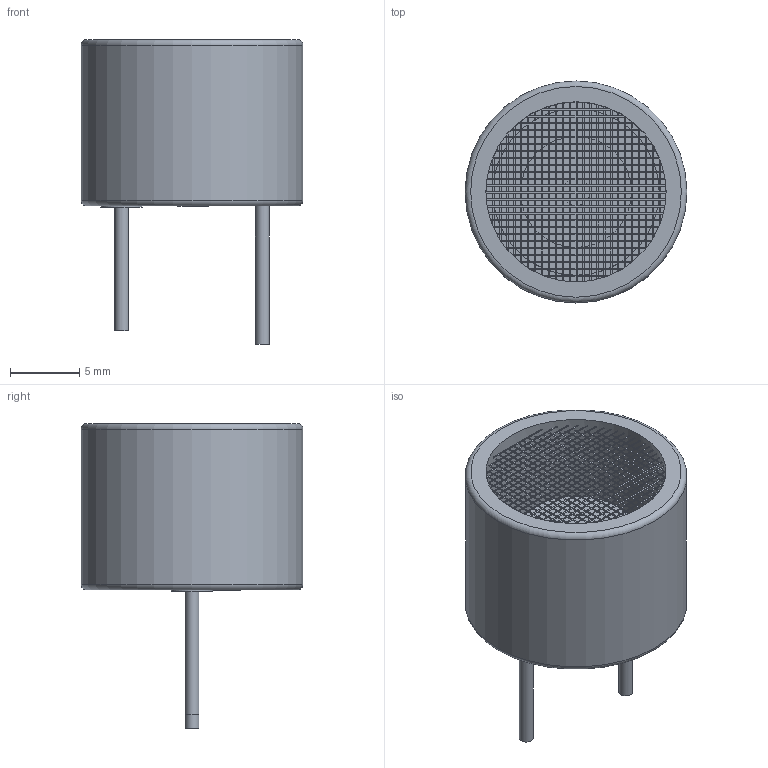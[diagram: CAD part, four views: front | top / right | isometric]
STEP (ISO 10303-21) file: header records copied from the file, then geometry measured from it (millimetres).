
FILE_DESCRIPTION(/* description */ ('STEP AP214'),/* implementation_level */ '2;1');
FILE_NAME(/* name */ 'tct40-16r.step',/* time_stamp */ '2025-08-10T02:58:56+03:00',/* author */ (''),/* organization */ (''),/* preprocessor_version */ 'ST-DEVELOPER v20.1',/* originating_system */ 'Autodesk Translation Framework v14.10.0.0',/* authorisation */ '');
FILE_SCHEMA (('AUTOMOTIVE_DESIGN { 1 0 10303 214 3 1 1 }'));
Length unit declared in the file: millimetre
Products named in the file (1): tct40-16r
Bounding box: 16 x 16 x 22 mm (x, y, z)
Volume: 1519.9 mm3; surface area: 1817.3 mm2
Topology: 25 solids, 25 shells, 285 faces, 679 edges, 452 vertices
Faces by surface type: plane 270, cylinder 8, bspline 5, torus 2
Full cylindrical faces by diameter (mm): 1 x2, 2 x1, 3 x1, 8 x1, 12 x1, 13 x1, 16 x1
Entity records: 8914 total; most frequent: CARTESIAN_POINT 1750, ORIENTED_EDGE 1358, DIRECTION 1357, EDGE_CURVE 679, LINE 543, VECTOR 543, VERTEX_POINT 452, AXIS2_PLACEMENT_3D 407
